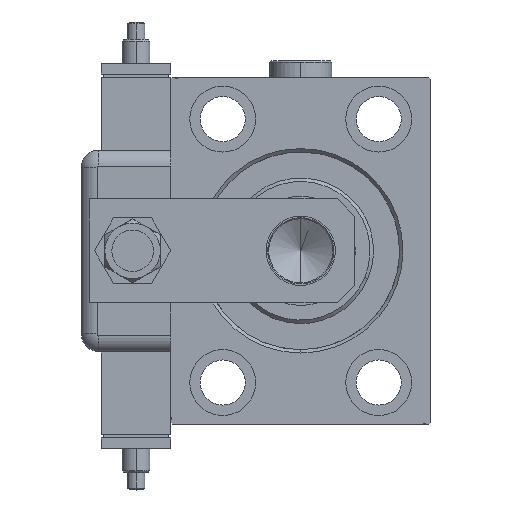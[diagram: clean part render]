
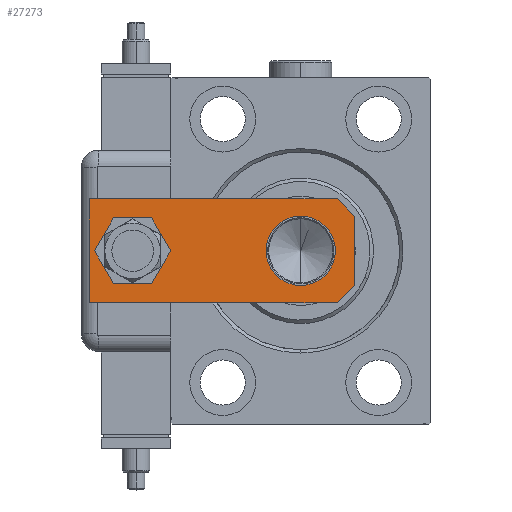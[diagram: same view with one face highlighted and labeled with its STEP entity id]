
A CAD part, left-side view. The second image highlights one B-rep face of the part: STEP entity #27273.
In plain terms, the highlighted face is planar.
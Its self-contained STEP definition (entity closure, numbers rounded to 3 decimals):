
#304 = CARTESIAN_POINT ( 'NONE',  ( -15., 0., 0. ) ) ;
#1294 = DIRECTION ( 'NONE',  ( 0., 1., 0. ) ) ;
#5181 = DIRECTION ( 'NONE',  ( -0.707, -0.707, 0. ) ) ;
#6158 = LINE ( 'NONE', #20704, #37931 ) ;
#6189 = EDGE_CURVE ( 'NONE', #38730, #20336, #9606, .T. ) ;
#6195 = EDGE_CURVE ( 'NONE', #44427, #17550, #60980, .T. ) ;
#6455 = EDGE_CURVE ( 'NONE', #54742, #53788, #62019, .T. ) ;
#7664 = EDGE_CURVE ( 'NONE', #38730, #53465, #34849, .T. ) ;
#8079 = DIRECTION ( 'NONE',  ( 0., 0., 1. ) ) ;
#8974 = CIRCLE ( 'NONE', #40394, 7. ) ;
#9464 = AXIS2_PLACEMENT_3D ( 'NONE', #19096, #62158, #62470 ) ;
#9606 = LINE ( 'NONE', #13722, #21596 ) ;
#9722 = ORIENTED_EDGE ( 'NONE', *, *, #10470, .F. ) ;
#10470 = EDGE_CURVE ( 'NONE', #42661, #15911, #6158, .T. ) ;
#10686 = CIRCLE ( 'NONE', #45018, 10. ) ;
#11388 = CARTESIAN_POINT ( 'NONE',  ( 15., 5., 0. ) ) ;
#11701 = DIRECTION ( 'NONE',  ( 0., 0., 1. ) ) ;
#12656 = EDGE_CURVE ( 'NONE', #26864, #20336, #24374, .T. ) ;
#13722 = CARTESIAN_POINT ( 'NONE',  ( 15., 5., 0. ) ) ;
#14881 = EDGE_CURVE ( 'NONE', #17550, #44427, #10686, .T. ) ;
#15024 = EDGE_LOOP ( 'NONE', ( #52255, #38262 ) ) ;
#15911 = VERTEX_POINT ( 'NONE', #20300 ) ;
#17550 = VERTEX_POINT ( 'NONE', #54601 ) ;
#17944 = CARTESIAN_POINT ( 'NONE',  ( 15., 76.5, 0. ) ) ;
#18744 = AXIS2_PLACEMENT_3D ( 'NONE', #55667, #11701, #45869 ) ;
#18984 = CARTESIAN_POINT ( 'NONE',  ( -15., 76.5, 0. ) ) ;
#19091 = ORIENTED_EDGE ( 'NONE', *, *, #36139, .F. ) ;
#19096 = CARTESIAN_POINT ( 'NONE',  ( 0., 15.5, 0. ) ) ;
#19430 = ORIENTED_EDGE ( 'NONE', *, *, #37313, .T. ) ;
#19552 = AXIS2_PLACEMENT_3D ( 'NONE', #30791, #45024, #26047 ) ;
#19979 = CARTESIAN_POINT ( 'NONE',  ( -10., 0., 0. ) ) ;
#20281 = CARTESIAN_POINT ( 'NONE',  ( 10., 0., 0. ) ) ;
#20300 = CARTESIAN_POINT ( 'NONE',  ( -15., 5., 0. ) ) ;
#20336 = VERTEX_POINT ( 'NONE', #20281 ) ;
#20704 = CARTESIAN_POINT ( 'NONE',  ( -15., 76.5, 0. ) ) ;
#21003 = CARTESIAN_POINT ( 'NONE',  ( 10., 15.5, 0. ) ) ;
#21178 = EDGE_CURVE ( 'NONE', #26864, #15911, #38976, .T. ) ;
#21596 = VECTOR ( 'NONE', #5181, 1000. ) ;
#22391 = DIRECTION ( 'NONE',  ( -1., 0., 0. ) ) ;
#22753 = FACE_OUTER_BOUND ( 'NONE', #59176, .T. ) ;
#22827 = CARTESIAN_POINT ( 'NONE',  ( 15., 76.5, 0. ) ) ;
#23256 = CARTESIAN_POINT ( 'NONE',  ( 0., 64., 0. ) ) ;
#24374 = LINE ( 'NONE', #304, #58080 ) ;
#25062 = VECTOR ( 'NONE', #34229, 1000. ) ;
#26047 = DIRECTION ( 'NONE',  ( 1., 0., 0. ) ) ;
#26864 = VERTEX_POINT ( 'NONE', #31398 ) ;
#27146 = LINE ( 'NONE', #17944, #45352 ) ;
#27273 = ADVANCED_FACE ( 'NONE', ( #22753, #42054, #31325 ), #35758, .F. ) ;
#27468 = ORIENTED_EDGE ( 'NONE', *, *, #21178, .T. ) ;
#27686 = ORIENTED_EDGE ( 'NONE', *, *, #12656, .F. ) ;
#29437 = EDGE_LOOP ( 'NONE', ( #40705, #19430 ) ) ;
#30791 = CARTESIAN_POINT ( 'NONE',  ( 0., 64., 0. ) ) ;
#31325 = FACE_BOUND ( 'NONE', #15024, .T. ) ;
#31398 = CARTESIAN_POINT ( 'NONE',  ( -10., 0., 0. ) ) ;
#33050 = DIRECTION ( 'NONE',  ( 1., 0., 0. ) ) ;
#34229 = DIRECTION ( 'NONE',  ( -0.707, 0.707, 0. ) ) ;
#34849 = LINE ( 'NONE', #59521, #49912 ) ;
#35127 = ORIENTED_EDGE ( 'NONE', *, *, #7664, .F. ) ;
#35758 = PLANE ( 'NONE',  #18744 ) ;
#36139 = EDGE_CURVE ( 'NONE', #53465, #42661, #27146, .T. ) ;
#36489 = CARTESIAN_POINT ( 'NONE',  ( 0., 15.5, 0. ) ) ;
#37313 = EDGE_CURVE ( 'NONE', #53788, #54742, #8974, .T. ) ;
#37931 = VECTOR ( 'NONE', #40012, 1000. ) ;
#38262 = ORIENTED_EDGE ( 'NONE', *, *, #6195, .T. ) ;
#38730 = VERTEX_POINT ( 'NONE', #11388 ) ;
#38976 = LINE ( 'NONE', #19979, #25062 ) ;
#40012 = DIRECTION ( 'NONE',  ( 0., -1., 0. ) ) ;
#40394 = AXIS2_PLACEMENT_3D ( 'NONE', #23256, #8079, #33050 ) ;
#40705 = ORIENTED_EDGE ( 'NONE', *, *, #6455, .T. ) ;
#40924 = DIRECTION ( 'NONE',  ( 1., 0., 0. ) ) ;
#42054 = FACE_BOUND ( 'NONE', #29437, .T. ) ;
#42661 = VERTEX_POINT ( 'NONE', #18984 ) ;
#44427 = VERTEX_POINT ( 'NONE', #21003 ) ;
#45018 = AXIS2_PLACEMENT_3D ( 'NONE', #36489, #54851, #40924 ) ;
#45024 = DIRECTION ( 'NONE',  ( 0., 0., 1. ) ) ;
#45352 = VECTOR ( 'NONE', #22391, 1000. ) ;
#45869 = DIRECTION ( 'NONE',  ( 1., 0., 0. ) ) ;
#49912 = VECTOR ( 'NONE', #1294, 1000. ) ;
#52206 = ORIENTED_EDGE ( 'NONE', *, *, #6189, .T. ) ;
#52255 = ORIENTED_EDGE ( 'NONE', *, *, #14881, .T. ) ;
#52535 = DIRECTION ( 'NONE',  ( 1., 0., 0. ) ) ;
#53465 = VERTEX_POINT ( 'NONE', #22827 ) ;
#53788 = VERTEX_POINT ( 'NONE', #57856 ) ;
#54601 = CARTESIAN_POINT ( 'NONE',  ( -10., 15.5, 0. ) ) ;
#54742 = VERTEX_POINT ( 'NONE', #57383 ) ;
#54851 = DIRECTION ( 'NONE',  ( 0., 0., 1. ) ) ;
#55667 = CARTESIAN_POINT ( 'NONE',  ( 0., 0., 0. ) ) ;
#57383 = CARTESIAN_POINT ( 'NONE',  ( -7., 64., 0. ) ) ;
#57856 = CARTESIAN_POINT ( 'NONE',  ( 7., 64., 0. ) ) ;
#58080 = VECTOR ( 'NONE', #52535, 1000. ) ;
#59176 = EDGE_LOOP ( 'NONE', ( #27686, #27468, #9722, #19091, #35127, #52206 ) ) ;
#59521 = CARTESIAN_POINT ( 'NONE',  ( 15., 0., 0. ) ) ;
#60980 = CIRCLE ( 'NONE', #9464, 10. ) ;
#62019 = CIRCLE ( 'NONE', #19552, 7. ) ;
#62158 = DIRECTION ( 'NONE',  ( 0., 0., 1. ) ) ;
#62470 = DIRECTION ( 'NONE',  ( 1., 0., 0. ) ) ;
